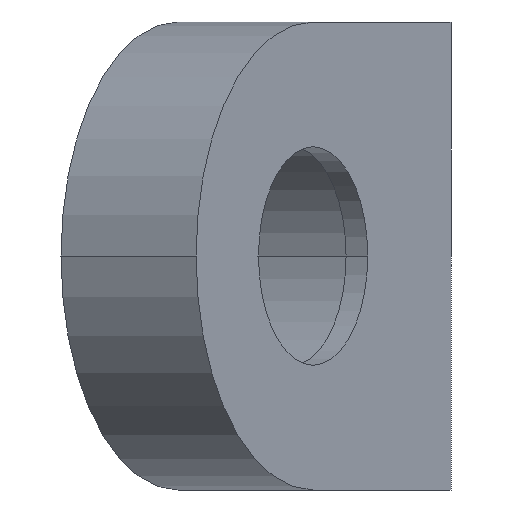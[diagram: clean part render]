
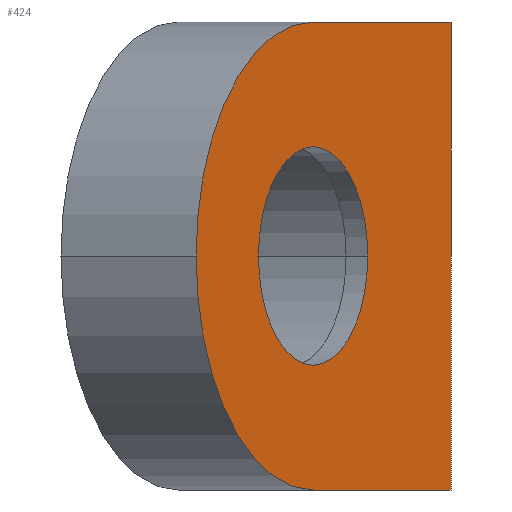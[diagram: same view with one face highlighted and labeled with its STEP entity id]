
A CAD part, left-side view. The second image highlights one B-rep face of the part: STEP entity #424.
In plain terms, the highlighted planar face has unit normal (-0.5, -0.866, 0).
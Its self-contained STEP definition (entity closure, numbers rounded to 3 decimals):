
#7 = CARTESIAN_POINT ( 'NONE',  ( -7.655, 4.42, 0. ) ) ;
#33 = DIRECTION ( 'NONE',  ( 0.866, -0.5, 0. ) ) ;
#42 = DIRECTION ( 'NONE',  ( -0.5, -0.866, 0. ) ) ;
#49 = VECTOR ( 'NONE', #33, 1000. ) ;
#90 = VERTEX_POINT ( 'NONE', #211 ) ;
#91 = CARTESIAN_POINT ( 'NONE',  ( -7.655, 4.42, 0. ) ) ;
#93 = DIRECTION ( 'NONE',  ( 0.866, -0.5, 0. ) ) ;
#105 = DIRECTION ( 'NONE',  ( 0.5, 0.866, 0. ) ) ;
#106 = CARTESIAN_POINT ( 'NONE',  ( -10.687, 6.17, 0. ) ) ;
#114 = LINE ( 'NONE', #663, #389 ) ;
#126 = CARTESIAN_POINT ( 'NONE',  ( -14.151, 8.17, 0. ) ) ;
#131 = AXIS2_PLACEMENT_3D ( 'NONE', #7, #436, #653 ) ;
#137 = VERTEX_POINT ( 'NONE', #106 ) ;
#141 = ORIENTED_EDGE ( 'NONE', *, *, #644, .T. ) ;
#142 = DIRECTION ( 'NONE',  ( -0.866, 0.5, 0. ) ) ;
#173 = DIRECTION ( 'NONE',  ( 0.5, 0.866, 0. ) ) ;
#175 = DIRECTION ( 'NONE',  ( -0.866, 0.5, 0. ) ) ;
#200 = AXIS2_PLACEMENT_3D ( 'NONE', #510, #173, #175 ) ;
#203 = EDGE_LOOP ( 'NONE', ( #687, #475 ) ) ;
#210 = CIRCLE ( 'NONE', #608, 7.5 ) ;
#211 = CARTESIAN_POINT ( 'NONE',  ( -7.655, 4.42, 7.5 ) ) ;
#212 = ORIENTED_EDGE ( 'NONE', *, *, #594, .T. ) ;
#224 = CARTESIAN_POINT ( 'NONE',  ( -4.624, 2.67, 0. ) ) ;
#226 = ORIENTED_EDGE ( 'NONE', *, *, #303, .T. ) ;
#247 = EDGE_CURVE ( 'NONE', #500, #696, #114, .T. ) ;
#253 = AXIS2_PLACEMENT_3D ( 'NONE', #700, #538, #535 ) ;
#287 = CARTESIAN_POINT ( 'NONE',  ( 0., 0., 7.5 ) ) ;
#292 = CARTESIAN_POINT ( 'NONE',  ( -7.655, 4.42, 0. ) ) ;
#303 = EDGE_CURVE ( 'NONE', #90, #333, #462, .T. ) ;
#321 = CIRCLE ( 'NONE', #200, 3.5 ) ;
#323 = EDGE_LOOP ( 'NONE', ( #226, #141, #212, #384, #571 ) ) ;
#328 = VERTEX_POINT ( 'NONE', #573 ) ;
#333 = VERTEX_POINT ( 'NONE', #126 ) ;
#350 = LINE ( 'NONE', #572, #49 ) ;
#353 = AXIS2_PLACEMENT_3D ( 'NONE', #91, #105, #439 ) ;
#359 = LINE ( 'NONE', #522, #693 ) ;
#360 = FACE_OUTER_BOUND ( 'NONE', #323, .T. ) ;
#384 = ORIENTED_EDGE ( 'NONE', *, *, #247, .F. ) ;
#389 = VECTOR ( 'NONE', #499, 1000. ) ;
#403 = CIRCLE ( 'NONE', #353, 3.5 ) ;
#421 = PLANE ( 'NONE',  #253 ) ;
#424 = ADVANCED_FACE ( 'NONE', ( #360, #476 ), #421, .F. ) ;
#435 = EDGE_CURVE ( 'NONE', #546, #137, #403, .T. ) ;
#436 = DIRECTION ( 'NONE',  ( -0.5, -0.866, 0. ) ) ;
#439 = DIRECTION ( 'NONE',  ( -0.866, 0.5, 0. ) ) ;
#462 = CIRCLE ( 'NONE', #131, 7.5 ) ;
#475 = ORIENTED_EDGE ( 'NONE', *, *, #530, .T. ) ;
#476 = FACE_BOUND ( 'NONE', #203, .T. ) ;
#489 = CARTESIAN_POINT ( 'NONE',  ( 0., 0., -7.5 ) ) ;
#499 = DIRECTION ( 'NONE',  ( 0., 0., -1. ) ) ;
#500 = VERTEX_POINT ( 'NONE', #287 ) ;
#510 = CARTESIAN_POINT ( 'NONE',  ( -7.655, 4.42, 0. ) ) ;
#522 = CARTESIAN_POINT ( 'NONE',  ( 0., 0., -7.5 ) ) ;
#530 = EDGE_CURVE ( 'NONE', #137, #546, #321, .T. ) ;
#535 = DIRECTION ( 'NONE',  ( -0.866, 0.5, 0. ) ) ;
#538 = DIRECTION ( 'NONE',  ( 0.5, 0.866, 0. ) ) ;
#546 = VERTEX_POINT ( 'NONE', #224 ) ;
#571 = ORIENTED_EDGE ( 'NONE', *, *, #678, .F. ) ;
#572 = CARTESIAN_POINT ( 'NONE',  ( 0., 0., 7.5 ) ) ;
#573 = CARTESIAN_POINT ( 'NONE',  ( -7.655, 4.42, -7.5 ) ) ;
#594 = EDGE_CURVE ( 'NONE', #328, #696, #359, .T. ) ;
#608 = AXIS2_PLACEMENT_3D ( 'NONE', #292, #42, #142 ) ;
#644 = EDGE_CURVE ( 'NONE', #333, #328, #210, .T. ) ;
#653 = DIRECTION ( 'NONE',  ( -0.866, 0.5, 0. ) ) ;
#663 = CARTESIAN_POINT ( 'NONE',  ( 0., 0., 7.5 ) ) ;
#678 = EDGE_CURVE ( 'NONE', #90, #500, #350, .T. ) ;
#687 = ORIENTED_EDGE ( 'NONE', *, *, #435, .T. ) ;
#693 = VECTOR ( 'NONE', #93, 1000. ) ;
#696 = VERTEX_POINT ( 'NONE', #489 ) ;
#700 = CARTESIAN_POINT ( 'NONE',  ( 0., 0., 7.5 ) ) ;
